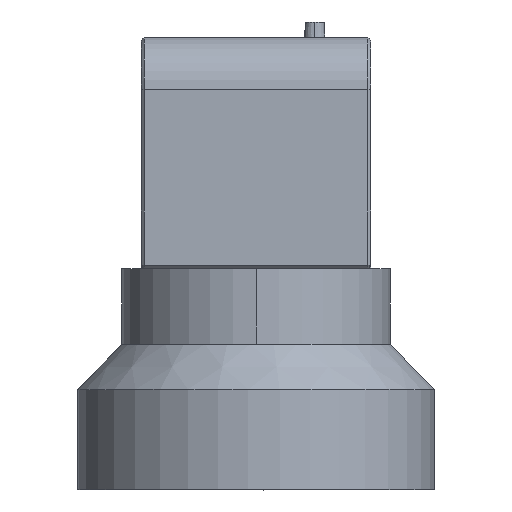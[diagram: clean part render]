
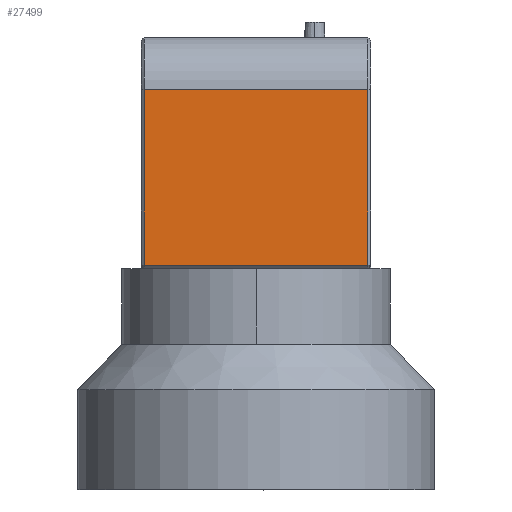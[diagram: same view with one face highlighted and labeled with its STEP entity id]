
A CAD part, top view. The second image highlights one B-rep face of the part: STEP entity #27499.
In plain terms, the highlighted planar face has unit normal (0, 0, 1).
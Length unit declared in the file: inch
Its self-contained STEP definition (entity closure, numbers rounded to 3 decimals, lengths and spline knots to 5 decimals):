
#11340 = CARTESIAN_POINT ( 'NONE',  ( -20.38865, -1.30011, -0.75866 ) ) ;
#11366 = DIRECTION ( 'NONE',  ( 1., 0., 0. ) ) ;
#11387 = CARTESIAN_POINT ( 'NONE',  ( -23.38077, -1.33948, -0.75866 ) ) ;
#11388 = DIRECTION ( 'NONE',  ( 0., -1., 0. ) ) ;
#11423 = CARTESIAN_POINT ( 'NONE',  ( -20.42802, 1.02273, -0.75866 ) ) ;
#11432 = DIRECTION ( 'NONE',  ( 0., 1., 0. ) ) ;
#12181 = LINE ( 'NONE', #11340, #12196 ) ;
#12196 = VECTOR ( 'NONE', #11366, 39.37008 ) ;
#12211 = LINE ( 'NONE', #11387, #12214 ) ;
#12214 = VECTOR ( 'NONE', #11388, 39.37008 ) ;
#12239 = LINE ( 'NONE', #11423, #12253 ) ;
#12253 = VECTOR ( 'NONE', #11432, 39.37008 ) ;
#12267 = LINE ( 'NONE', #13097, #12270 ) ;
#12270 = VECTOR ( 'NONE', #13098, 39.37008 ) ;
#13097 = CARTESIAN_POINT ( 'NONE',  ( -23.42014, 1.02273, -0.75866 ) ) ;
#13098 = DIRECTION ( 'NONE',  ( -1., 0., 0. ) ) ;
#17651 = CARTESIAN_POINT ( 'NONE',  ( -20.42802, -1.30011, -0.75866 ) ) ;
#17658 = CARTESIAN_POINT ( 'NONE',  ( -23.38077, -1.30011, -0.75866 ) ) ;
#17664 = CARTESIAN_POINT ( 'NONE',  ( -23.38077, 1.02273, -0.75866 ) ) ;
#17665 = CARTESIAN_POINT ( 'NONE',  ( -20.42802, 1.02273, -0.75866 ) ) ;
#23997 = EDGE_LOOP ( 'NONE', ( #60835, #60836, #60837, #60838 ) ) ;
#27499 = ADVANCED_FACE ( 'NONE', ( #57794 ), #58228, .T. ) ;
#52767 = AXIS2_PLACEMENT_3D ( 'NONE', #58260, #58262, #58264 ) ;
#55925 = EDGE_CURVE ( 'NONE', #70595, #70588, #12181, .T. ) ;
#55946 = EDGE_CURVE ( 'NONE', #70601, #70595, #12211, .T. ) ;
#55990 = EDGE_CURVE ( 'NONE', #70588, #70602, #12239, .T. ) ;
#56010 = EDGE_CURVE ( 'NONE', #70602, #70601, #12267, .T. ) ;
#57794 = FACE_OUTER_BOUND ( 'NONE', #23997, .T. ) ;
#58228 = PLANE ( 'NONE',  #52767 ) ;
#58260 = CARTESIAN_POINT ( 'NONE',  ( -23.42014, -1.33948, -0.75866 ) ) ;
#58262 = DIRECTION ( 'NONE',  ( 0., 0., 1. ) ) ;
#58264 = DIRECTION ( 'NONE',  ( 0., -1., 0. ) ) ;
#60835 = ORIENTED_EDGE ( 'NONE', *, *, #56010, .T. ) ;
#60836 = ORIENTED_EDGE ( 'NONE', *, *, #55946, .T. ) ;
#60837 = ORIENTED_EDGE ( 'NONE', *, *, #55925, .T. ) ;
#60838 = ORIENTED_EDGE ( 'NONE', *, *, #55990, .T. ) ;
#70588 = VERTEX_POINT ( 'NONE', #17651 ) ;
#70595 = VERTEX_POINT ( 'NONE', #17658 ) ;
#70601 = VERTEX_POINT ( 'NONE', #17664 ) ;
#70602 = VERTEX_POINT ( 'NONE', #17665 ) ;
